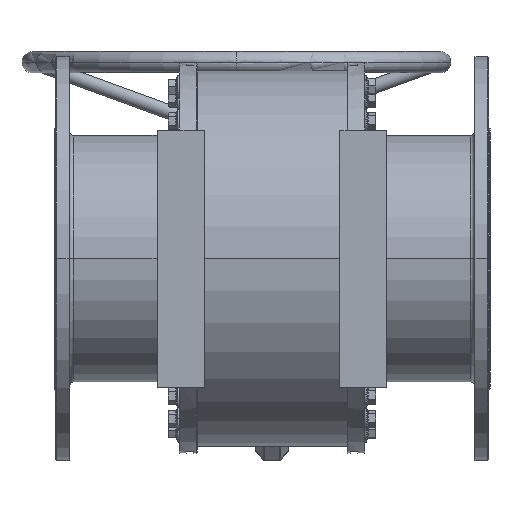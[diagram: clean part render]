
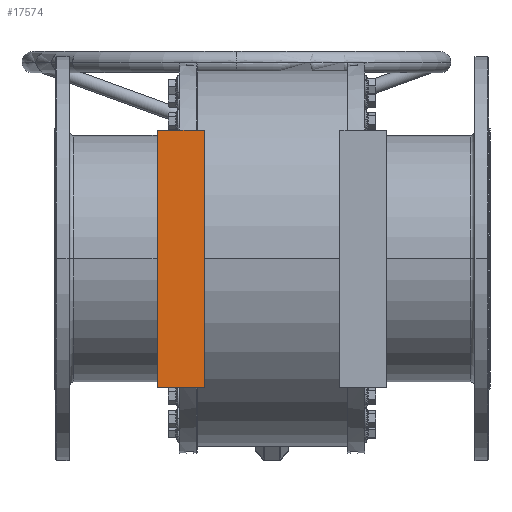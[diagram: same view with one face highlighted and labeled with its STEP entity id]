
A CAD part, front view. The second image highlights one B-rep face of the part: STEP entity #17574.
In plain terms, the highlighted planar face has unit normal (0, -1, 0).
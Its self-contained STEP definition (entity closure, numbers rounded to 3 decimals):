
#315 = CARTESIAN_POINT ( 'NONE',  ( -130., -411., 180. ) ) ;
#872 = DIRECTION ( 'NONE',  ( 0., 0., 1. ) ) ;
#1392 = EDGE_CURVE ( 'NONE', #3830, #26658, #14509, .T. ) ;
#2149 = VERTEX_POINT ( 'NONE', #4759 ) ;
#2368 = ORIENTED_EDGE ( 'NONE', *, *, #11214, .T. ) ;
#2597 = DIRECTION ( 'NONE',  ( 0., 0., 1. ) ) ;
#3707 = EDGE_CURVE ( 'NONE', #2149, #3830, #25403, .T. ) ;
#3830 = VERTEX_POINT ( 'NONE', #16000 ) ;
#4759 = CARTESIAN_POINT ( 'NONE',  ( -160., -411., -180. ) ) ;
#6139 = VECTOR ( 'NONE', #2597, 1000. ) ;
#6498 = AXIS2_PLACEMENT_3D ( 'NONE', #10121, #10247, #20463 ) ;
#8420 = VECTOR ( 'NONE', #25392, 1000. ) ;
#8883 = EDGE_LOOP ( 'NONE', ( #13602, #2368, #12457, #10135 ) ) ;
#9441 = VECTOR ( 'NONE', #16348, 1000. ) ;
#10121 = CARTESIAN_POINT ( 'NONE',  ( -130., -411., 0. ) ) ;
#10135 = ORIENTED_EDGE ( 'NONE', *, *, #3707, .F. ) ;
#10247 = DIRECTION ( 'NONE',  ( 0., 1., 0. ) ) ;
#10935 = VERTEX_POINT ( 'NONE', #24185 ) ;
#11214 = EDGE_CURVE ( 'NONE', #10935, #26658, #25483, .T. ) ;
#12457 = ORIENTED_EDGE ( 'NONE', *, *, #1392, .F. ) ;
#12805 = CARTESIAN_POINT ( 'NONE',  ( -130., -411., -180. ) ) ;
#13369 = CARTESIAN_POINT ( 'NONE',  ( -95., -411., -180. ) ) ;
#13602 = ORIENTED_EDGE ( 'NONE', *, *, #18514, .T. ) ;
#14509 = LINE ( 'NONE', #315, #8420 ) ;
#14579 = LINE ( 'NONE', #12805, #9441 ) ;
#16000 = CARTESIAN_POINT ( 'NONE',  ( -160., -411., 180. ) ) ;
#16241 = PLANE ( 'NONE',  #6498 ) ;
#16348 = DIRECTION ( 'NONE',  ( 1., 0., 0. ) ) ;
#17513 = VECTOR ( 'NONE', #872, 1000. ) ;
#17574 = ADVANCED_FACE ( 'NONE', ( #24552 ), #16241, .F. ) ;
#18514 = EDGE_CURVE ( 'NONE', #2149, #10935, #14579, .T. ) ;
#18958 = CARTESIAN_POINT ( 'NONE',  ( -95., -411., 180. ) ) ;
#20463 = DIRECTION ( 'NONE',  ( 0., 0., 1. ) ) ;
#23507 = CARTESIAN_POINT ( 'NONE',  ( -160., -411., -180. ) ) ;
#24185 = CARTESIAN_POINT ( 'NONE',  ( -95., -411., -180. ) ) ;
#24552 = FACE_OUTER_BOUND ( 'NONE', #8883, .T. ) ;
#25392 = DIRECTION ( 'NONE',  ( 1., 0., 0. ) ) ;
#25403 = LINE ( 'NONE', #23507, #17513 ) ;
#25483 = LINE ( 'NONE', #13369, #6139 ) ;
#26658 = VERTEX_POINT ( 'NONE', #18958 ) ;
